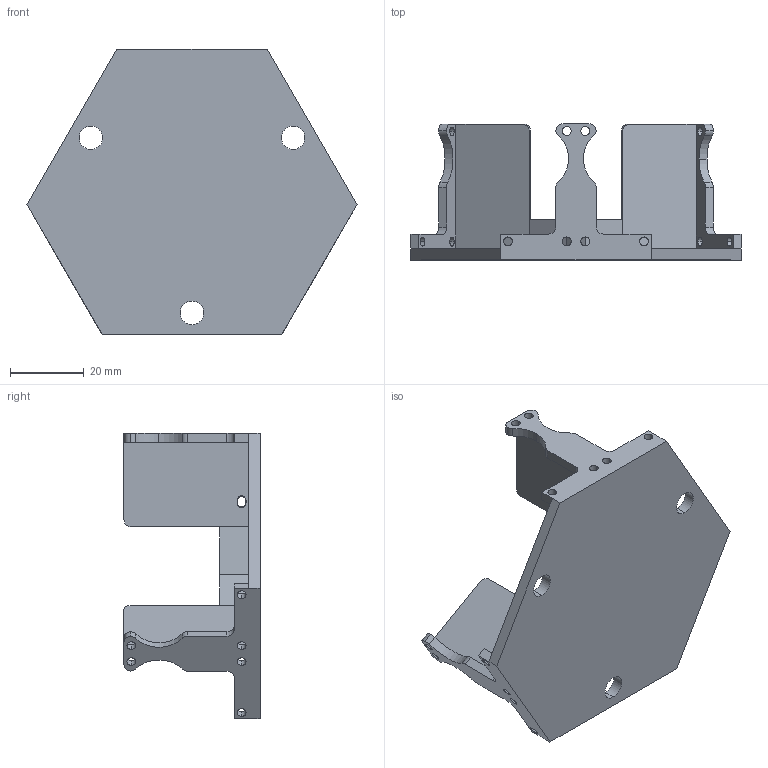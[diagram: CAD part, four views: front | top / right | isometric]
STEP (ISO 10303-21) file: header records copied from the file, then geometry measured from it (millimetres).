
FILE_DESCRIPTION (( 'STEP AP203' ), '1' );
FILE_NAME ('Bottom Platform.STEP', '2024-07-16T19:05:18', ( '' ), ( '' ), 'SwSTEP 2.0', 'SolidWorks 2023', '' );
FILE_SCHEMA (( 'CONFIG_CONTROL_DESIGN' ));
Length unit declared in the file: millimetre
Products named in the file (1): Bottom Platform
Bounding box: 89.78 x 37 x 77.75 mm (x, y, z)
Volume: 21269.7 mm3; surface area: 19781.9 mm2
Topology: 1 solids, 1 shells, 137 faces, 391 edges, 256 vertices
Faces by surface type: cylinder 84, plane 53
Entity records: 4680 total; most frequent: CARTESIAN_POINT 833, DIRECTION 809, ORIENTED_EDGE 782, EDGE_CURVE 391, AXIS2_PLACEMENT_3D 294, VERTEX_POINT 256, LINE 221, VECTOR 221
